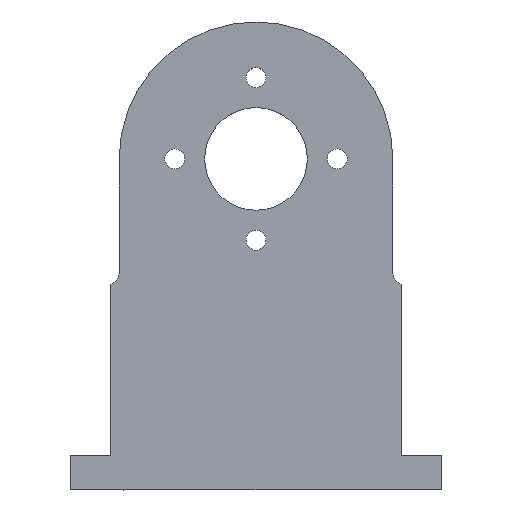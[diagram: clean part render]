
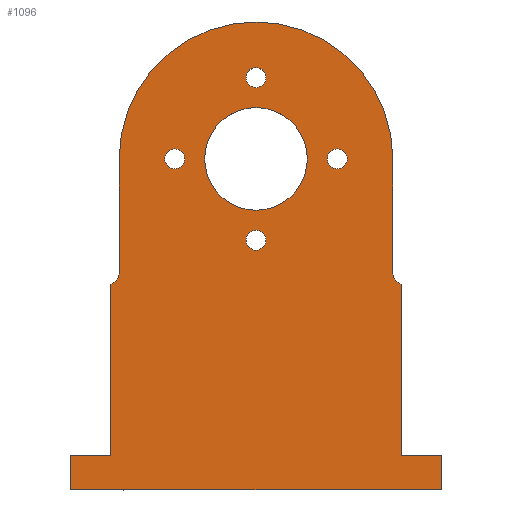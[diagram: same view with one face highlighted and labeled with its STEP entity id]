
A CAD part, top view. The second image highlights one B-rep face of the part: STEP entity #1096.
In plain terms, the highlighted planar face has unit normal (0, 0, 1).
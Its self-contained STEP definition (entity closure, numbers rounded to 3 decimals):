
#25=FACE_BOUND('',#172,.T.);
#26=FACE_BOUND('',#173,.T.);
#27=FACE_BOUND('',#174,.T.);
#28=FACE_BOUND('',#175,.T.);
#29=FACE_BOUND('',#176,.T.);
#72=PLANE('',#1200);
#115=FACE_OUTER_BOUND('',#171,.T.);
#171=EDGE_LOOP('',(#966,#967,#968,#969,#970,#971,#972,#973,#974,#975,#976,
#977));
#172=EDGE_LOOP('',(#978));
#173=EDGE_LOOP('',(#979));
#174=EDGE_LOOP('',(#980));
#175=EDGE_LOOP('',(#981));
#176=EDGE_LOOP('',(#982));
#217=CIRCLE('',#1175,1.);
#218=CIRCLE('',#1177,1.);
#228=CIRCLE('',#1199,12.);
#229=CIRCLE('',#1201,4.5);
#230=CIRCLE('',#1202,0.875);
#231=CIRCLE('',#1203,0.875);
#232=CIRCLE('',#1204,0.875);
#233=CIRCLE('',#1205,0.875);
#262=LINE('',#1606,#361);
#297=LINE('',#1699,#396);
#314=LINE('',#1747,#413);
#316=LINE('',#1754,#415);
#319=LINE('',#1772,#418);
#321=LINE('',#1776,#420);
#336=LINE('',#1948,#435);
#337=LINE('',#1951,#436);
#343=LINE('',#1964,#442);
#361=VECTOR('',#1274,10.);
#396=VECTOR('',#1333,10.);
#413=VECTOR('',#1360,10.);
#415=VECTOR('',#1368,10.);
#418=VECTOR('',#1393,10.);
#420=VECTOR('',#1397,10.);
#435=VECTOR('',#1462,10.);
#436=VECTOR('',#1465,10.);
#442=VECTOR('',#1481,10.);
#463=VERTEX_POINT('',#1603);
#464=VERTEX_POINT('',#1605);
#495=VERTEX_POINT('',#1696);
#496=VERTEX_POINT('',#1698);
#508=VERTEX_POINT('',#1745);
#510=VERTEX_POINT('',#1752);
#514=VERTEX_POINT('',#1771);
#515=VERTEX_POINT('',#1775);
#521=VERTEX_POINT('',#1812);
#522=VERTEX_POINT('',#1816);
#531=VERTEX_POINT('',#1946);
#532=VERTEX_POINT('',#1950);
#535=VERTEX_POINT('',#1968);
#536=VERTEX_POINT('',#1970);
#537=VERTEX_POINT('',#1972);
#538=VERTEX_POINT('',#1974);
#539=VERTEX_POINT('',#1976);
#569=EDGE_CURVE('',#463,#464,#262,.T.);
#610=EDGE_CURVE('',#496,#495,#297,.T.);
#628=EDGE_CURVE('',#495,#508,#314,.T.);
#632=EDGE_CURVE('',#510,#508,#316,.T.);
#641=EDGE_CURVE('',#464,#514,#319,.T.);
#643=EDGE_CURVE('',#514,#515,#321,.T.);
#654=EDGE_CURVE('',#463,#521,#217,.F.);
#655=EDGE_CURVE('',#496,#522,#218,.T.);
#675=EDGE_CURVE('',#521,#531,#336,.T.);
#676=EDGE_CURVE('',#532,#522,#337,.T.);
#683=EDGE_CURVE('',#510,#515,#343,.T.);
#684=EDGE_CURVE('',#531,#532,#228,.T.);
#685=EDGE_CURVE('',#535,#535,#229,.T.);
#686=EDGE_CURVE('',#536,#536,#230,.T.);
#687=EDGE_CURVE('',#537,#537,#231,.T.);
#688=EDGE_CURVE('',#538,#538,#232,.T.);
#689=EDGE_CURVE('',#539,#539,#233,.T.);
#966=ORIENTED_EDGE('',*,*,#675,.T.);
#967=ORIENTED_EDGE('',*,*,#684,.T.);
#968=ORIENTED_EDGE('',*,*,#676,.T.);
#969=ORIENTED_EDGE('',*,*,#655,.F.);
#970=ORIENTED_EDGE('',*,*,#610,.T.);
#971=ORIENTED_EDGE('',*,*,#628,.T.);
#972=ORIENTED_EDGE('',*,*,#632,.F.);
#973=ORIENTED_EDGE('',*,*,#683,.T.);
#974=ORIENTED_EDGE('',*,*,#643,.F.);
#975=ORIENTED_EDGE('',*,*,#641,.F.);
#976=ORIENTED_EDGE('',*,*,#569,.F.);
#977=ORIENTED_EDGE('',*,*,#654,.T.);
#978=ORIENTED_EDGE('',*,*,#685,.F.);
#979=ORIENTED_EDGE('',*,*,#686,.F.);
#980=ORIENTED_EDGE('',*,*,#687,.F.);
#981=ORIENTED_EDGE('',*,*,#688,.F.);
#982=ORIENTED_EDGE('',*,*,#689,.F.);
#1096=ADVANCED_FACE('',(#115,#25,#26,#27,#28,#29),#72,.T.);
#1175=AXIS2_PLACEMENT_3D('',#1814,#1419,#1420);
#1177=AXIS2_PLACEMENT_3D('',#1817,#1423,#1424);
#1199=AXIS2_PLACEMENT_3D('',#1966,#1484,#1485);
#1200=AXIS2_PLACEMENT_3D('',#1967,#1486,#1487);
#1201=AXIS2_PLACEMENT_3D('',#1969,#1488,#1489);
#1202=AXIS2_PLACEMENT_3D('',#1971,#1490,#1491);
#1203=AXIS2_PLACEMENT_3D('',#1973,#1492,#1493);
#1204=AXIS2_PLACEMENT_3D('',#1975,#1494,#1495);
#1205=AXIS2_PLACEMENT_3D('',#1977,#1496,#1497);
#1274=DIRECTION('',(0.,-1.,0.));
#1333=DIRECTION('',(0.,-1.,0.));
#1360=DIRECTION('',(-1.,0.,0.));
#1368=DIRECTION('',(0.,1.,0.));
#1393=DIRECTION('',(1.,0.,0.));
#1397=DIRECTION('',(0.,-1.,0.));
#1419=DIRECTION('center_axis',(0.,0.,1.));
#1420=DIRECTION('ref_axis',(-0.25,-0.968,0.));
#1423=DIRECTION('center_axis',(0.,0.,1.));
#1424=DIRECTION('ref_axis',(0.25,-0.968,0.));
#1462=DIRECTION('',(0.,1.,0.));
#1465=DIRECTION('',(0.,-1.,0.));
#1481=DIRECTION('',(1.,0.,0.));
#1484=DIRECTION('center_axis',(0.,0.,1.));
#1485=DIRECTION('ref_axis',(-1.,0.,0.));
#1486=DIRECTION('center_axis',(0.,0.,1.));
#1487=DIRECTION('ref_axis',(-1.,0.,0.));
#1488=DIRECTION('center_axis',(0.,0.,1.));
#1489=DIRECTION('ref_axis',(1.,0.,0.));
#1490=DIRECTION('center_axis',(0.,0.,1.));
#1491=DIRECTION('ref_axis',(1.,0.,0.));
#1492=DIRECTION('center_axis',(0.,0.,1.));
#1493=DIRECTION('ref_axis',(1.,0.,0.));
#1494=DIRECTION('center_axis',(0.,0.,1.));
#1495=DIRECTION('ref_axis',(1.,0.,0.));
#1496=DIRECTION('center_axis',(0.,0.,1.));
#1497=DIRECTION('ref_axis',(1.,0.,0.));
#1603=CARTESIAN_POINT('',(25.75,-24.,2.25));
#1605=CARTESIAN_POINT('',(25.75,-39.,2.25));
#1606=CARTESIAN_POINT('',(25.75,-25.,2.25));
#1696=CARTESIAN_POINT('',(0.25,-39.,2.25));
#1698=CARTESIAN_POINT('',(0.25,-24.,2.25));
#1699=CARTESIAN_POINT('',(0.25,-25.,2.25));
#1745=CARTESIAN_POINT('',(-3.25,-39.,2.25));
#1747=CARTESIAN_POINT('',(0.25,-39.,2.25));
#1752=CARTESIAN_POINT('',(-3.25,-42.,2.25));
#1754=CARTESIAN_POINT('',(-3.25,-39.,2.25));
#1771=CARTESIAN_POINT('',(29.25,-39.,2.25));
#1772=CARTESIAN_POINT('',(25.75,-39.,2.25));
#1775=CARTESIAN_POINT('',(29.25,-42.,2.25));
#1776=CARTESIAN_POINT('',(29.25,-42.,2.25));
#1812=CARTESIAN_POINT('',(25.,-23.032,2.25));
#1814=CARTESIAN_POINT('Origin',(26.,-23.032,2.25));
#1816=CARTESIAN_POINT('',(1.,-23.032,2.25));
#1817=CARTESIAN_POINT('Origin',(0.,-23.032,
2.25));
#1946=CARTESIAN_POINT('',(25.,-13.,2.25));
#1948=CARTESIAN_POINT('',(25.,-13.,2.25));
#1950=CARTESIAN_POINT('',(1.,-13.,2.25));
#1951=CARTESIAN_POINT('',(1.,-49.83,2.25));
#1964=CARTESIAN_POINT('',(25.75,-42.,2.25));
#1966=CARTESIAN_POINT('Origin',(13.,-13.,2.25));
#1967=CARTESIAN_POINT('Origin',(13.,-13.,2.25));
#1968=CARTESIAN_POINT('',(8.5,-13.,2.25));
#1969=CARTESIAN_POINT('Origin',(13.,-13.,2.25));
#1970=CARTESIAN_POINT('',(12.125,-20.125,2.25));
#1971=CARTESIAN_POINT('Origin',(13.,-20.125,2.25));
#1972=CARTESIAN_POINT('',(19.25,-13.,2.25));
#1973=CARTESIAN_POINT('Origin',(20.125,-13.,2.25));
#1974=CARTESIAN_POINT('',(12.125,-5.875,2.25));
#1975=CARTESIAN_POINT('Origin',(13.,-5.875,2.25));
#1976=CARTESIAN_POINT('',(5.,-13.,2.25));
#1977=CARTESIAN_POINT('Origin',(5.875,-13.,2.25));
